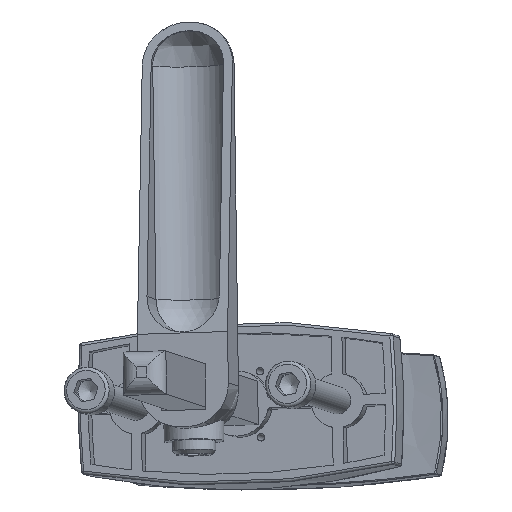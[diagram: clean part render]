
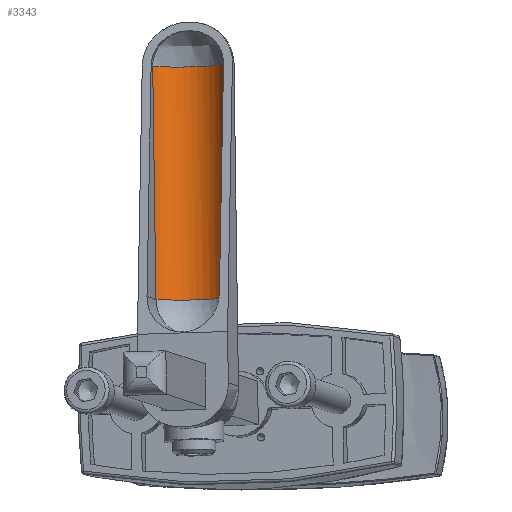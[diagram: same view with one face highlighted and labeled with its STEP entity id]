
A CAD part, isometric view. The second image highlights one B-rep face of the part: STEP entity #3343.
In plain terms, the highlighted cylindrical face has radius 7.82 mm (diameter 15.64 mm), a partial arc.
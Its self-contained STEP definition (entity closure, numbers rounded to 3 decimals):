
#292=CYLINDRICAL_SURFACE('',#3694,7.82);
#452=LINE('',#8639,#705);
#456=LINE('',#8648,#709);
#705=VECTOR('',#4467,1000.);
#709=VECTOR('',#4473,1000.);
#956=FACE_OUTER_BOUND('',#1169,.T.);
#1169=EDGE_LOOP('',(#2915,#2916,#2917,#2918,#2919));
#1371=CIRCLE('',#3693,7.82);
#1372=CIRCLE('',#3695,7.82);
#1373=CIRCLE('',#3696,7.82);
#1638=VERTEX_POINT('',#8627);
#1642=VERTEX_POINT('',#8636);
#1644=VERTEX_POINT('',#8642);
#1646=VERTEX_POINT('',#8646);
#1647=VERTEX_POINT('',#8978);
#2097=EDGE_CURVE('',#1642,#1638,#452,.T.);
#2101=EDGE_CURVE('',#1644,#1646,#456,.T.);
#2104=EDGE_CURVE('',#1642,#1646,#1371,.T.);
#2105=EDGE_CURVE('',#1638,#1647,#1372,.T.);
#2106=EDGE_CURVE('',#1647,#1644,#1373,.T.);
#2915=ORIENTED_EDGE('',*,*,#2104,.F.);
#2916=ORIENTED_EDGE('',*,*,#2097,.T.);
#2917=ORIENTED_EDGE('',*,*,#2105,.T.);
#2918=ORIENTED_EDGE('',*,*,#2106,.T.);
#2919=ORIENTED_EDGE('',*,*,#2101,.T.);
#3343=ADVANCED_FACE('',(#956),#292,.F.);
#3693=AXIS2_PLACEMENT_3D('',#8976,#4474,#4475);
#3694=AXIS2_PLACEMENT_3D('',#8977,#4476,#4477);
#3695=AXIS2_PLACEMENT_3D('',#8979,#4478,#4479);
#3696=AXIS2_PLACEMENT_3D('',#8980,#4480,#4481);
#4467=DIRECTION('',(-0.442,-0.461,-0.769));
#4473=DIRECTION('',(0.442,0.461,0.769));
#4474=DIRECTION('center_axis',(-0.442,-0.461,-0.769));
#4475=DIRECTION('ref_axis',(0.577,-0.803,0.15));
#4476=DIRECTION('center_axis',(-0.442,-0.461,-0.769));
#4477=DIRECTION('ref_axis',(0.577,-0.803,0.15));
#4478=DIRECTION('center_axis',(-0.442,-0.461,-0.769));
#4479=DIRECTION('ref_axis',(0.577,-0.803,0.15));
#4480=DIRECTION('center_axis',(-0.442,-0.461,-0.769));
#4481=DIRECTION('ref_axis',(0.577,-0.803,0.15));
#8627=CARTESIAN_POINT('',(-96.054,118.363,298.132));
#8636=CARTESIAN_POINT('',(-77.044,138.204,331.206));
#8639=CARTESIAN_POINT('',(-96.054,118.363,298.132));
#8642=CARTESIAN_POINT('',(-88.186,107.403,300.183));
#8646=CARTESIAN_POINT('',(-69.175,127.244,333.258));
#8648=CARTESIAN_POINT('',(-88.186,107.403,300.183));
#8976=CARTESIAN_POINT('Origin',(-75.734,131.284,334.605));
#8977=CARTESIAN_POINT('Origin',(-94.745,111.443,301.53));
#8978=CARTESIAN_POINT('',(-88.099,107.613,300.008));
#8979=CARTESIAN_POINT('Origin',(-94.745,111.443,301.53));
#8980=CARTESIAN_POINT('Origin',(-94.745,111.443,301.53));
